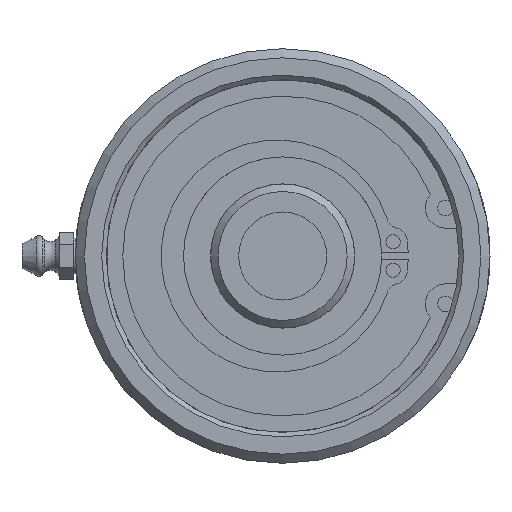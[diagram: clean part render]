
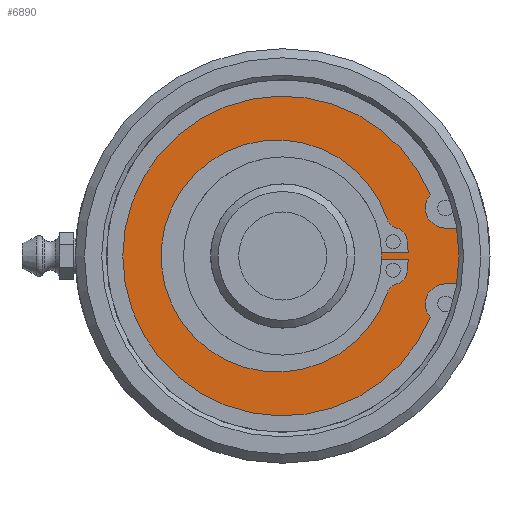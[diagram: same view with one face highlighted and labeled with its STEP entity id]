
A CAD part, left-side view. The second image highlights one B-rep face of the part: STEP entity #6890.
In plain terms, the highlighted planar face has unit normal (-1, 0, 0).
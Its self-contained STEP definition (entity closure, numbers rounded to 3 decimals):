
#92=FACE_BOUND('',#2321,.T.);
#93=FACE_BOUND('',#2322,.T.);
#591=LINE('',#49583,#977);
#595=LINE('',#49594,#981);
#596=LINE('',#49608,#982);
#597=LINE('',#49616,#983);
#977=VECTOR('',#8569,10.);
#981=VECTOR('',#8581,10.);
#982=VECTOR('',#8598,10.);
#983=VECTOR('',#8605,10.);
#1897=FACE_OUTER_BOUND('',#2320,.T.);
#2320=EDGE_LOOP('',(#6040,#6041,#6042,#6043,#6044,#6045,#6046));
#2321=EDGE_LOOP('',(#6047,#6048,#6049,#6050,#6051,#6052,#6053,#6054,#6055,
#6056));
#2322=EDGE_LOOP('',(#6057,#6058));
#2573=CIRCLE('',#7335,2.5);
#2574=CIRCLE('',#7337,2.5);
#2575=CIRCLE('',#7339,20.425);
#2576=CIRCLE('',#7341,2.5);
#2577=CIRCLE('',#7343,2.5);
#2578=CIRCLE('',#7345,22.097);
#2580=CIRCLE('',#7349,16.5);
#2581=CIRCLE('',#7352,22.097);
#2586=CIRCLE('',#7359,3.556);
#2587=CIRCLE('',#7360,28.142);
#2588=CIRCLE('',#7361,3.556);
#2589=CIRCLE('',#7362,33.45);
#2590=CIRCLE('',#7363,33.45);
#2591=CIRCLE('',#7364,16.39);
#2592=CIRCLE('',#7365,16.39);
#3235=VERTEX_POINT('',#49553);
#3236=VERTEX_POINT('',#49555);
#3237=VERTEX_POINT('',#49559);
#3238=VERTEX_POINT('',#49563);
#3239=VERTEX_POINT('',#49567);
#3240=VERTEX_POINT('',#49571);
#3241=VERTEX_POINT('',#49575);
#3243=VERTEX_POINT('',#49581);
#3245=VERTEX_POINT('',#49587);
#3246=VERTEX_POINT('',#49592);
#3250=VERTEX_POINT('',#49606);
#3251=VERTEX_POINT('',#49607);
#3252=VERTEX_POINT('',#49609);
#3253=VERTEX_POINT('',#49611);
#3254=VERTEX_POINT('',#49613);
#3255=VERTEX_POINT('',#49615);
#3256=VERTEX_POINT('',#49617);
#3257=VERTEX_POINT('',#49620);
#3258=VERTEX_POINT('',#49621);
#4186=EDGE_CURVE('',#3236,#3235,#2573,.T.);
#4189=EDGE_CURVE('',#3235,#3237,#2574,.T.);
#4191=EDGE_CURVE('',#3237,#3238,#2575,.T.);
#4193=EDGE_CURVE('',#3238,#3239,#2576,.T.);
#4195=EDGE_CURVE('',#3239,#3240,#2577,.T.);
#4197=EDGE_CURVE('',#3240,#3241,#2578,.T.);
#4200=EDGE_CURVE('',#3241,#3243,#591,.T.);
#4203=EDGE_CURVE('',#3243,#3245,#2580,.T.);
#4206=EDGE_CURVE('',#3245,#3246,#595,.T.);
#4207=EDGE_CURVE('',#3246,#3236,#2581,.T.);
#4212=EDGE_CURVE('',#3250,#3251,#596,.T.);
#4213=EDGE_CURVE('',#3251,#3252,#2586,.T.);
#4214=EDGE_CURVE('',#3252,#3253,#2587,.T.);
#4215=EDGE_CURVE('',#3253,#3254,#2588,.T.);
#4216=EDGE_CURVE('',#3254,#3255,#597,.T.);
#4217=EDGE_CURVE('',#3256,#3255,#2589,.T.);
#4218=EDGE_CURVE('',#3250,#3256,#2590,.T.);
#4219=EDGE_CURVE('',#3257,#3258,#2591,.T.);
#4220=EDGE_CURVE('',#3258,#3257,#2592,.T.);
#6040=ORIENTED_EDGE('',*,*,#4212,.T.);
#6041=ORIENTED_EDGE('',*,*,#4213,.T.);
#6042=ORIENTED_EDGE('',*,*,#4214,.T.);
#6043=ORIENTED_EDGE('',*,*,#4215,.T.);
#6044=ORIENTED_EDGE('',*,*,#4216,.T.);
#6045=ORIENTED_EDGE('',*,*,#4217,.F.);
#6046=ORIENTED_EDGE('',*,*,#4218,.F.);
#6047=ORIENTED_EDGE('',*,*,#4186,.T.);
#6048=ORIENTED_EDGE('',*,*,#4189,.T.);
#6049=ORIENTED_EDGE('',*,*,#4191,.T.);
#6050=ORIENTED_EDGE('',*,*,#4193,.T.);
#6051=ORIENTED_EDGE('',*,*,#4195,.T.);
#6052=ORIENTED_EDGE('',*,*,#4197,.T.);
#6053=ORIENTED_EDGE('',*,*,#4200,.T.);
#6054=ORIENTED_EDGE('',*,*,#4203,.T.);
#6055=ORIENTED_EDGE('',*,*,#4206,.T.);
#6056=ORIENTED_EDGE('',*,*,#4207,.T.);
#6057=ORIENTED_EDGE('',*,*,#4219,.T.);
#6058=ORIENTED_EDGE('',*,*,#4220,.T.);
#6549=PLANE('',#7358);
#6890=ADVANCED_FACE('',(#1897,#92,#93),#6549,.T.);
#7335=AXIS2_PLACEMENT_3D('',#49556,#8537,#8538);
#7337=AXIS2_PLACEMENT_3D('',#49561,#8543,#8544);
#7339=AXIS2_PLACEMENT_3D('',#49565,#8548,#8549);
#7341=AXIS2_PLACEMENT_3D('',#49569,#8553,#8554);
#7343=AXIS2_PLACEMENT_3D('',#49573,#8558,#8559);
#7345=AXIS2_PLACEMENT_3D('',#49577,#8563,#8564);
#7349=AXIS2_PLACEMENT_3D('',#49589,#8575,#8576);
#7352=AXIS2_PLACEMENT_3D('',#49596,#8584,#8585);
#7358=AXIS2_PLACEMENT_3D('',#49605,#8596,#8597);
#7359=AXIS2_PLACEMENT_3D('',#49610,#8599,#8600);
#7360=AXIS2_PLACEMENT_3D('',#49612,#8601,#8602);
#7361=AXIS2_PLACEMENT_3D('',#49614,#8603,#8604);
#7362=AXIS2_PLACEMENT_3D('',#49618,#8606,#8607);
#7363=AXIS2_PLACEMENT_3D('',#49619,#8608,#8609);
#7364=AXIS2_PLACEMENT_3D('',#49622,#8610,#8611);
#7365=AXIS2_PLACEMENT_3D('',#49623,#8612,#8613);
#8537=DIRECTION('center_axis',(1.,0.,0.));
#8538=DIRECTION('ref_axis',(0.,0.262,0.965));
#8543=DIRECTION('center_axis',(-1.,0.,0.));
#8544=DIRECTION('ref_axis',(0.,0.262,0.965));
#8548=DIRECTION('center_axis',(1.,0.,0.));
#8549=DIRECTION('ref_axis',(0.,0.948,-0.32));
#8553=DIRECTION('center_axis',(-1.,0.,0.));
#8554=DIRECTION('ref_axis',(0.,0.948,-0.32));
#8558=DIRECTION('center_axis',(1.,0.,0.));
#8559=DIRECTION('ref_axis',(0.,0.992,-0.128));
#8563=DIRECTION('center_axis',(1.,0.,0.));
#8564=DIRECTION('ref_axis',(0.,1.,-0.028));
#8569=DIRECTION('',(0.,1.,0.));
#8575=DIRECTION('center_axis',(-1.,0.,0.));
#8576=DIRECTION('ref_axis',(0.,-0.999,0.038));
#8581=DIRECTION('',(0.,-1.,0.));
#8584=DIRECTION('center_axis',(1.,0.,0.));
#8585=DIRECTION('ref_axis',(0.,0.992,0.128));
#8596=DIRECTION('center_axis',(-1.,0.,0.));
#8597=DIRECTION('ref_axis',(0.,0.,1.));
#8598=DIRECTION('',(0.,1.,0.));
#8599=DIRECTION('center_axis',(1.,0.,0.));
#8600=DIRECTION('ref_axis',(0.,0.754,0.657));
#8601=DIRECTION('center_axis',(-1.,0.,0.));
#8602=DIRECTION('ref_axis',(0.,0.924,-0.384));
#8603=DIRECTION('center_axis',(1.,0.,0.));
#8604=DIRECTION('ref_axis',(0.,0.,1.));
#8605=DIRECTION('',(0.,-1.,0.));
#8606=DIRECTION('center_axis',(1.,0.,0.));
#8607=DIRECTION('ref_axis',(0.,1.,0.));
#8608=DIRECTION('center_axis',(1.,0.,0.));
#8609=DIRECTION('ref_axis',(0.,1.,0.));
#8610=DIRECTION('center_axis',(1.,0.,0.));
#8611=DIRECTION('ref_axis',(0.,1.,0.));
#8612=DIRECTION('center_axis',(1.,0.,0.));
#8613=DIRECTION('ref_axis',(0.,1.,0.));
#49553=CARTESIAN_POINT('',(4.7,-20.093,-4.912));
#49555=CARTESIAN_POINT('',(4.7,-21.916,-2.819));
#49556=CARTESIAN_POINT('Origin',(4.7,-19.437,-2.5));
#49559=CARTESIAN_POINT('',(4.7,-18.379,-6.526));
#49561=CARTESIAN_POINT('Origin',(4.7,-20.748,-7.325));
#49563=CARTESIAN_POINT('',(4.7,-18.379,6.526));
#49565=CARTESIAN_POINT('Origin',(4.7,0.975,0.));
#49567=CARTESIAN_POINT('',(4.7,-20.093,4.912));
#49569=CARTESIAN_POINT('Origin',(4.7,-20.748,7.325));
#49571=CARTESIAN_POINT('',(4.7,-21.916,2.819));
#49573=CARTESIAN_POINT('Origin',(4.7,-19.437,2.5));
#49575=CARTESIAN_POINT('',(4.7,-22.088,0.625));
#49577=CARTESIAN_POINT('Origin',(4.7,0.,0.));
#49581=CARTESIAN_POINT('',(4.7,-16.488,0.625));
#49583=CARTESIAN_POINT('',(4.7,1.093,0.625));
#49587=CARTESIAN_POINT('',(4.7,-16.488,-0.625));
#49589=CARTESIAN_POINT('Origin',(4.7,0.,0.));
#49592=CARTESIAN_POINT('',(4.7,-22.088,-0.625));
#49594=CARTESIAN_POINT('',(4.7,3.893,-0.625));
#49596=CARTESIAN_POINT('Origin',(4.7,0.,0.));
#49605=CARTESIAN_POINT('Origin',(4.7,24.275,0.));
#49606=CARTESIAN_POINT('',(4.7,-33.089,4.902));
#49607=CARTESIAN_POINT('',(4.7,-28.672,4.902));
#49608=CARTESIAN_POINT('',(4.7,-2.199,4.902));
#49609=CARTESIAN_POINT('',(4.7,-25.99,10.793));
#49610=CARTESIAN_POINT('Origin',(4.7,-28.672,8.458));
#49611=CARTESIAN_POINT('',(4.7,-25.99,-10.793));
#49612=CARTESIAN_POINT('Origin',(4.7,0.,0.));
#49613=CARTESIAN_POINT('',(4.7,-28.672,-4.902));
#49614=CARTESIAN_POINT('Origin',(4.7,-28.672,-8.458));
#49615=CARTESIAN_POINT('',(4.7,-33.089,-4.902));
#49616=CARTESIAN_POINT('',(4.7,-4.407,-4.902));
#49617=CARTESIAN_POINT('',(4.7,-33.45,0.));
#49618=CARTESIAN_POINT('Origin',(4.7,0.,0.));
#49619=CARTESIAN_POINT('Origin',(4.7,0.,0.));
#49620=CARTESIAN_POINT('',(4.7,16.39,0.));
#49621=CARTESIAN_POINT('',(4.7,-16.39,0.));
#49622=CARTESIAN_POINT('Origin',(4.7,0.,0.));
#49623=CARTESIAN_POINT('Origin',(4.7,0.,0.));
